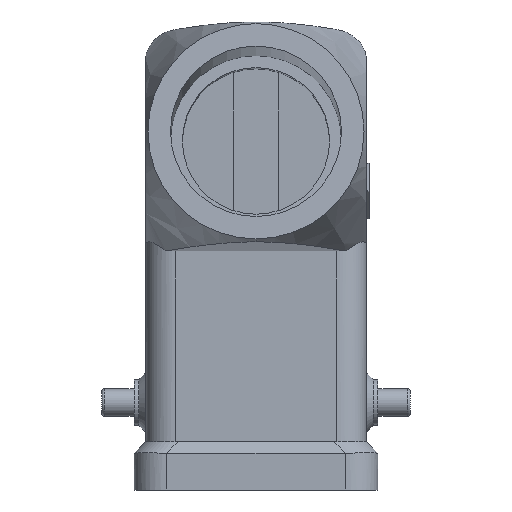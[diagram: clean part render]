
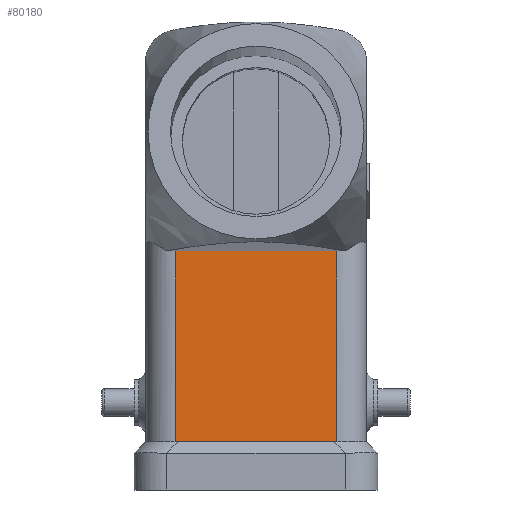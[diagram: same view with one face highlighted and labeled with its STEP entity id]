
A CAD part, front view. The second image highlights one B-rep face of the part: STEP entity #80180.
In plain terms, the highlighted planar face has unit normal (0, -1, 0).
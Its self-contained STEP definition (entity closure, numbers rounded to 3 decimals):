
#1000=CARTESIAN_POINT('',(40.423,34.56,2.25));
#1010=VERTEX_POINT('',#1000);
#1040=CARTESIAN_POINT('',(0.,34.56,2.25));
#1050=DIRECTION('',(-1.,0.,0.));
#1060=VECTOR('',#1050,1.);
#1070=LINE('',#1040,#1060);
#1080=CARTESIAN_POINT('',(57.352,34.56,2.25));
#1090=VERTEX_POINT('',#1080);
#1100=EDGE_CURVE('',#1090,#1010,#1070,.T.);
#25120=CARTESIAN_POINT('',(57.687,34.56,23.));
#25130=VERTEX_POINT('',#25120);
#27130=CARTESIAN_POINT('',(57.687,34.56,2.24));
#27140=VERTEX_POINT('',#27130);
#27170=CARTESIAN_POINT('',(57.687,34.56,0.));
#27180=DIRECTION('',(0.,0.,1.));
#27190=VECTOR('',#27180,1.);
#27200=LINE('',#27170,#27190);
#27210=EDGE_CURVE('',#27140,#25130,#27200,.T.);
#43830=CARTESIAN_POINT('',(40.087,34.56,2.24));
#43840=VERTEX_POINT('',#43830);
#43870=CARTESIAN_POINT('',(36.887,34.56,-4.821));
#43880=DIRECTION('',(0.,-1.,0.));
#43890=DIRECTION('',(-0.707,0.,-0.707));
#43900=AXIS2_PLACEMENT_3D('',#43870,#43880,#43890);
#43910=ELLIPSE('',#43900,8.66,5.);
#43920=EDGE_CURVE('',#1010,#43840,#43910,.T.);
#44050=CARTESIAN_POINT('',(60.887,34.56,-4.821));
#44060=DIRECTION('',(0.,-1.,0.));
#44070=DIRECTION('',(-0.707,0.,0.707));
#44080=AXIS2_PLACEMENT_3D('',#44050,#44060,#44070);
#44090=ELLIPSE('',#44080,8.66,5.);
#44100=EDGE_CURVE('',#27140,#1090,#44090,.T.);
#79780=CARTESIAN_POINT('',(40.087,34.56,23.));
#79790=VERTEX_POINT('',#79780);
#79820=CARTESIAN_POINT('',(40.087,34.56,0.));
#79830=DIRECTION('',(0.,0.,-1.));
#79840=VECTOR('',#79830,1.);
#79850=LINE('',#79820,#79840);
#79860=EDGE_CURVE('',#79790,#43840,#79850,.T.);
#80000=CARTESIAN_POINT('',(40.087,34.56,55.));
#80010=DIRECTION('',(-0.,-1.,-0.));
#80020=DIRECTION('',(-1.,0.,0.));
#80030=AXIS2_PLACEMENT_3D('',#80000,#80010,#80020);
#80040=PLANE('',#80030);
#80050=ORIENTED_EDGE('',*,*,#43920,.F.);
#80060=ORIENTED_EDGE('',*,*,#79860,.T.);
#80070=CARTESIAN_POINT('',(0.,34.56,23.));
#80080=DIRECTION('',(-1.,0.,0.));
#80090=VECTOR('',#80080,1.);
#80100=LINE('',#80070,#80090);
#80110=EDGE_CURVE('',#25130,#79790,#80100,.T.);
#80120=ORIENTED_EDGE('',*,*,#80110,.T.);
#80130=ORIENTED_EDGE('',*,*,#27210,.T.);
#80140=ORIENTED_EDGE('',*,*,#44100,.F.);
#80150=ORIENTED_EDGE('',*,*,#1100,.F.);
#80160=EDGE_LOOP('',(#80150,#80140,#80130,#80120,#80060,#80050));
#80170=FACE_OUTER_BOUND('',#80160,.T.);
#80180=ADVANCED_FACE('',(#80170),#80040,.T.);
